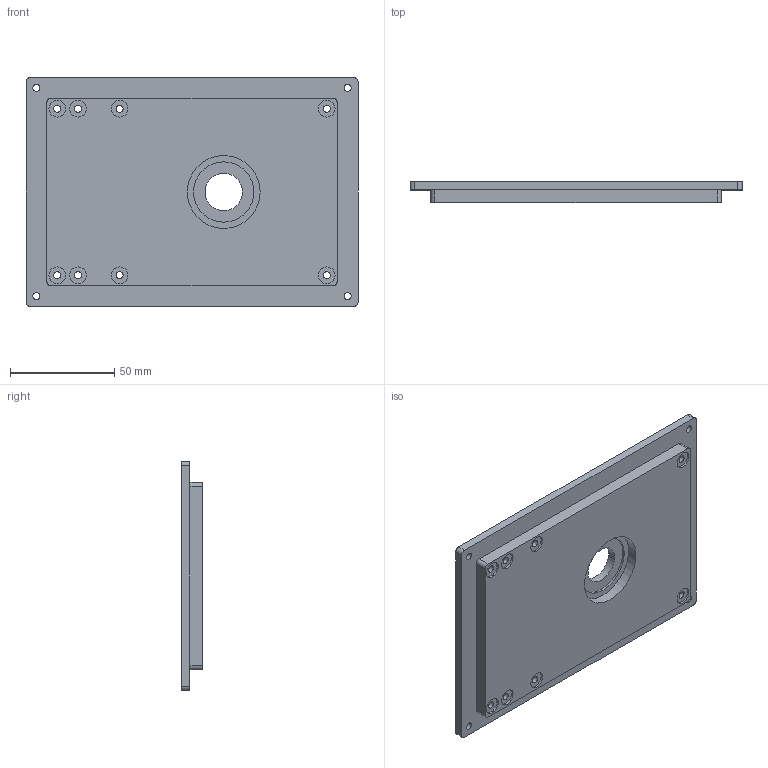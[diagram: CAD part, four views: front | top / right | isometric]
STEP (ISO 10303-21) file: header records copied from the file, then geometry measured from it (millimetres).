
FILE_DESCRIPTION(/* description */ (''),/* implementation_level */ '2;1');
FILE_NAME(/* name */ 'plate 2 for print.step',/* time_stamp */ '2025-05-22T00:59:00+02:00',/* author */ ('klawy'),/* organization */ (''),/* preprocessor_version */ 'ST-DEVELOPER v20',/* originating_system */ 'Autodesk Inventor 2025',/* authorisation */ '');
FILE_SCHEMA (('AUTOMOTIVE_DESIGN { 1 0 10303 214 3 1 1 }'));
Length unit declared in the file: millimetre
Products named in the file (1): plate 2 for print
Bounding box: 159.5 x 10 x 110 mm (x, y, z)
Volume: 137130 mm3; surface area: 41505 mm2
Topology: 1 solids, 1 shells, 68 faces, 141 edges, 94 vertices
Faces by surface type: cylinder 39, plane 29
Full cylindrical faces by diameter (mm): 3.4 x12, 6.5 x8, 8 x8, 18 x1, 29 x1, 35 x1
Entity records: 1938 total; most frequent: DIRECTION 357, CARTESIAN_POINT 304, ORIENTED_EDGE 282, AXIS2_PLACEMENT_3D 147, EDGE_CURVE 141, EDGE_LOOP 113, VERTEX_POINT 94, CIRCLE 78
